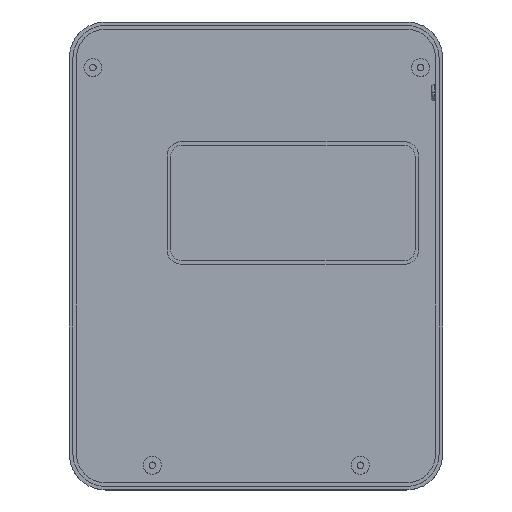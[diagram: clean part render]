
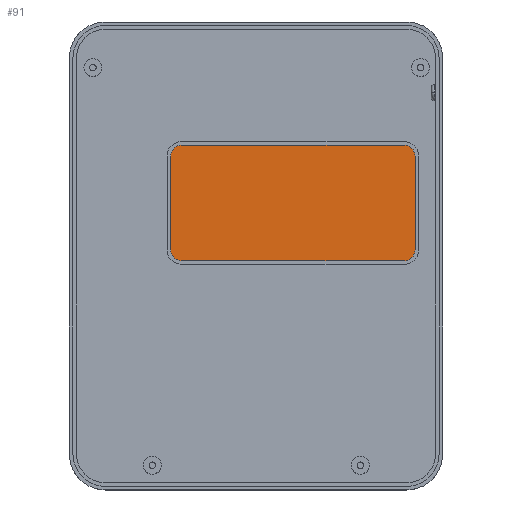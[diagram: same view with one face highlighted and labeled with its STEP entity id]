
A CAD part, top view. The second image highlights one B-rep face of the part: STEP entity #91.
In plain terms, the highlighted planar face has unit normal (0, 0, 1).
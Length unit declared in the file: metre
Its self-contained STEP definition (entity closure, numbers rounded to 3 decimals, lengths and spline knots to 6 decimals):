
#91=ADVANCED_FACE('271:5654',(#272),#273,.T.);
#272=FACE_OUTER_BOUND('',#561,.T.);
#273=PLANE('',#562);
#561=EDGE_LOOP('',(#1077,#1078,#1079,#1080,#1081,#1082,#1083,#1084,#1085,#1086));
#562=AXIS2_PLACEMENT_3D('',#1087,#1088,#1089);
#1077=ORIENTED_EDGE('',*,*,#2002,.F.);
#1078=ORIENTED_EDGE('',*,*,#2020,.T.);
#1079=ORIENTED_EDGE('',*,*,#2039,.T.);
#1080=ORIENTED_EDGE('',*,*,#2040,.T.);
#1081=ORIENTED_EDGE('',*,*,#2041,.T.);
#1082=ORIENTED_EDGE('',*,*,#2012,.T.);
#1083=ORIENTED_EDGE('',*,*,#2042,.F.);
#1084=ORIENTED_EDGE('',*,*,#1998,.F.);
#1085=ORIENTED_EDGE('',*,*,#2043,.T.);
#1086=ORIENTED_EDGE('',*,*,#2044,.F.);
#1087=CARTESIAN_POINT('',(-0.07559,0.054617,-0.006));
#1088=DIRECTION('',(0.0,0.0,1.0));
#1089=DIRECTION('',(1.0,0.0,0.0));
#1998=EDGE_CURVE('271:5194',#2477,#2473,#2479,.T.);
#2002=EDGE_CURVE('271:5176',#2485,#2481,#2487,.T.);
#2012=EDGE_CURVE('271:5131',#2507,#2504,#2508,.T.);
#2020=EDGE_CURVE('271:5167',#2485,#2519,#2521,.T.);
#2039=EDGE_CURVE('271:5158',#2519,#2547,#2548,.T.);
#2040=EDGE_CURVE('271:5149',#2547,#2549,#2550,.T.);
#2041=EDGE_CURVE('271:5140',#2549,#2507,#2551,.T.);
#2042=EDGE_CURVE('271:5194',#2473,#2504,#2552,.T.);
#2043=EDGE_CURVE('271:5185',#2477,#2553,#2554,.T.);
#2044=EDGE_CURVE('271:5176',#2481,#2553,#2555,.T.);
#2473=VERTEX_POINT('',#3113);
#2477=VERTEX_POINT('',#3118);
#2479=CIRCLE('',#3121,0.003);
#2481=VERTEX_POINT('',#3123);
#2485=VERTEX_POINT('',#3128);
#2487=CIRCLE('',#3131,0.003001);
#2504=VERTEX_POINT('',#3154);
#2507=VERTEX_POINT('',#3158);
#2508=LINE('',#3159,#3160);
#2519=VERTEX_POINT('',#3177);
#2521=LINE('',#3180,#3181);
#2547=VERTEX_POINT('',#3213);
#2548=CIRCLE('',#3214,0.003);
#2549=VERTEX_POINT('',#3215);
#2550=LINE('',#3216,#3217);
#2551=CIRCLE('',#3218,0.003001);
#2552=CIRCLE('',#3219,0.003);
#2553=VERTEX_POINT('',#3220);
#2554=LINE('',#3221,#3222);
#2555=CIRCLE('',#3223,0.003001);
#3113=CARTESIAN_POINT('',(0.006356,0.0618,-0.006));
#3118=CARTESIAN_POINT('',(0.007235,0.063922,-0.006));
#3121=AXIS2_PLACEMENT_3D('',#3825,#3826,#3827);
#3123=CARTESIAN_POINT('',(0.006356,0.092172,-0.006));
#3128=CARTESIAN_POINT('',(0.004234,0.093051,-0.006));
#3131=AXIS2_PLACEMENT_3D('',#3833,#3834,#3835);
#3154=CARTESIAN_POINT('',(0.004235,0.060922,-0.006));
#3158=CARTESIAN_POINT('',(-0.05789,0.060922,-0.006));
#3159=CARTESIAN_POINT('',(-0.052028,0.060922,-0.006));
#3160=VECTOR('',#3849,1.0);
#3177=CARTESIAN_POINT('',(-0.057891,0.093051,-0.006));
#3180=CARTESIAN_POINT('',(-0.060014,0.093051,-0.006));
#3181=VECTOR('',#3857,1.0);
#3213=CARTESIAN_POINT('',(-0.060891,0.090051,-0.006));
#3214=AXIS2_PLACEMENT_3D('',#3900,#3901,#3902);
#3215=CARTESIAN_POINT('',(-0.060891,0.063923,-0.006));
#3216=CARTESIAN_POINT('',(-0.060891,0.066422,-0.006));
#3217=VECTOR('',#3903,1.0);
#3218=AXIS2_PLACEMENT_3D('',#3904,#3905,#3906);
#3219=AXIS2_PLACEMENT_3D('',#3907,#3908,#3909);
#3220=CARTESIAN_POINT('',(0.007235,0.09005,-0.006));
#3221=CARTESIAN_POINT('',(0.007235,0.066421,-0.006));
#3222=VECTOR('',#3910,1.0);
#3223=AXIS2_PLACEMENT_3D('',#3911,#3912,#3913);
#3825=CARTESIAN_POINT('',(0.004235,0.063922,-0.006));
#3826=DIRECTION('',(0.0,-0.0,-1.0));
#3827=DIRECTION('',(0.707,-0.707,0.0));
#3833=CARTESIAN_POINT('',(0.004234,0.09005,-0.006));
#3834=DIRECTION('',(0.0,0.0,-1.0));
#3835=DIRECTION('',(0.707,0.707,0.0));
#3849=DIRECTION('',(1.0,0.0,0.0));
#3857=DIRECTION('',(-1.0,0.0,0.0));
#3900=CARTESIAN_POINT('',(-0.057891,0.090051,-0.006));
#3901=DIRECTION('',(0.0,0.0,1.0));
#3902=DIRECTION('',(-1.0,0.0,0.0));
#3903=DIRECTION('',(0.,-1.0,0.0));
#3904=CARTESIAN_POINT('',(-0.05789,0.063923,-0.006));
#3905=DIRECTION('',(0.0,0.0,1.0));
#3906=DIRECTION('',(-1.0,0.0,0.0));
#3907=CARTESIAN_POINT('',(0.004235,0.063922,-0.006));
#3908=DIRECTION('',(0.0,-0.0,-1.0));
#3909=DIRECTION('',(0.707,-0.707,0.0));
#3910=DIRECTION('',(0.0,1.0,-0.0));
#3911=CARTESIAN_POINT('',(0.004234,0.09005,-0.006));
#3912=DIRECTION('',(0.0,0.0,-1.0));
#3913=DIRECTION('',(0.707,0.707,0.0));
